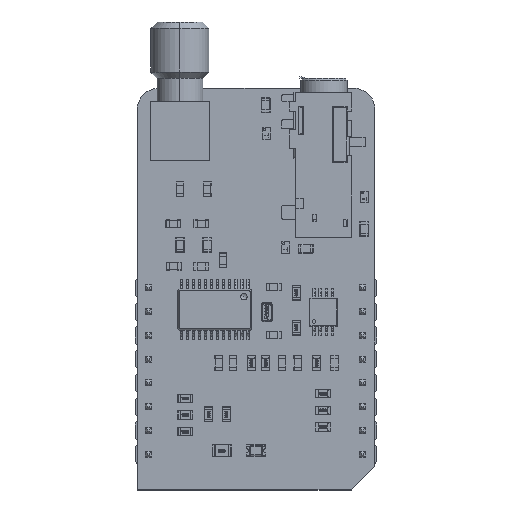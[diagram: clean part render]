
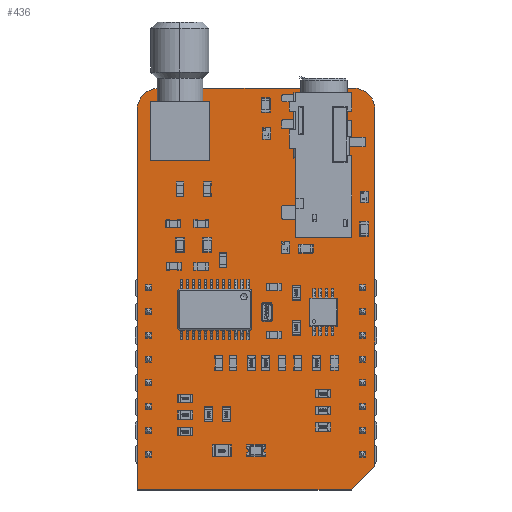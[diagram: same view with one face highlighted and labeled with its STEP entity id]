
A CAD part, top view. The second image highlights one B-rep face of the part: STEP entity #436.
In plain terms, the highlighted planar face has unit normal (0, 0, 1).
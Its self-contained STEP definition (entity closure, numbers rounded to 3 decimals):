
#207 = VERTEX_POINT('',#208);
#208 = CARTESIAN_POINT('',(-1.27,-3.81,0.));
#214 = EDGE_CURVE('',#207,#215,#217,.T.);
#215 = VERTEX_POINT('',#216);
#216 = CARTESIAN_POINT('',(-1.27,36.83,0.));
#217 = LINE('',#218,#219);
#218 = CARTESIAN_POINT('',(-1.27,-3.81,0.));
#219 = VECTOR('',#220,1.);
#220 = DIRECTION('',(0.,1.,0.));
#245 = EDGE_CURVE('',#215,#246,#248,.T.);
#246 = VERTEX_POINT('',#247);
#247 = CARTESIAN_POINT('',(1.016,39.116,0.));
#248 = CIRCLE('',#249,2.288);
#249 = AXIS2_PLACEMENT_3D('',#250,#251,#252);
#250 = CARTESIAN_POINT('',(1.018,36.828,0.));
#251 = DIRECTION('',(0.,0.,-1.));
#252 = DIRECTION('',(-1.,0.001,0.));
#278 = EDGE_CURVE('',#246,#279,#281,.T.);
#279 = VERTEX_POINT('',#280);
#280 = CARTESIAN_POINT('',(21.844,39.116,0.));
#281 = LINE('',#282,#283);
#282 = CARTESIAN_POINT('',(1.016,39.116,0.));
#283 = VECTOR('',#284,1.);
#284 = DIRECTION('',(1.,0.,0.));
#309 = EDGE_CURVE('',#279,#310,#312,.T.);
#310 = VERTEX_POINT('',#311);
#311 = CARTESIAN_POINT('',(24.13,36.83,0.));
#312 = CIRCLE('',#313,2.288);
#313 = AXIS2_PLACEMENT_3D('',#314,#315,#316);
#314 = CARTESIAN_POINT('',(21.842,36.828,0.));
#315 = DIRECTION('',(0.,0.,-1.));
#316 = DIRECTION('',(0.001,1.,0.));
#342 = EDGE_CURVE('',#310,#343,#345,.T.);
#343 = VERTEX_POINT('',#344);
#344 = CARTESIAN_POINT('',(24.13,-1.27,0.));
#345 = LINE('',#346,#347);
#346 = CARTESIAN_POINT('',(24.13,36.83,0.));
#347 = VECTOR('',#348,1.);
#348 = DIRECTION('',(0.,-1.,0.));
#373 = EDGE_CURVE('',#343,#374,#376,.T.);
#374 = VERTEX_POINT('',#375);
#375 = CARTESIAN_POINT('',(21.59,-3.81,0.));
#376 = LINE('',#377,#378);
#377 = CARTESIAN_POINT('',(24.13,-1.27,0.));
#378 = VECTOR('',#379,1.);
#379 = DIRECTION('',(-0.707,-0.707,0.));
#404 = EDGE_CURVE('',#374,#207,#405,.T.);
#405 = LINE('',#406,#407);
#406 = CARTESIAN_POINT('',(21.59,-3.81,0.));
#407 = VECTOR('',#408,1.);
#408 = DIRECTION('',(-1.,0.,0.));
#436 = ADVANCED_FACE('',(#437),#446,.T.);
#437 = FACE_BOUND('',#438,.F.);
#438 = EDGE_LOOP('',(#439,#440,#441,#442,#443,#444,#445));
#439 = ORIENTED_EDGE('',*,*,#214,.T.);
#440 = ORIENTED_EDGE('',*,*,#245,.T.);
#441 = ORIENTED_EDGE('',*,*,#278,.T.);
#442 = ORIENTED_EDGE('',*,*,#309,.T.);
#443 = ORIENTED_EDGE('',*,*,#342,.T.);
#444 = ORIENTED_EDGE('',*,*,#373,.T.);
#445 = ORIENTED_EDGE('',*,*,#404,.T.);
#446 = PLANE('',#447);
#447 = AXIS2_PLACEMENT_3D('',#448,#449,#450);
#448 = CARTESIAN_POINT('',(-1.27,-3.81,0.));
#449 = DIRECTION('',(0.,0.,1.));
#450 = DIRECTION('',(1.,0.,0.));
